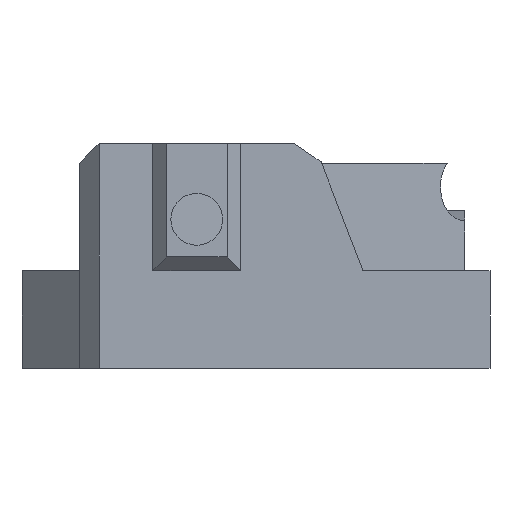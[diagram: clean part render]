
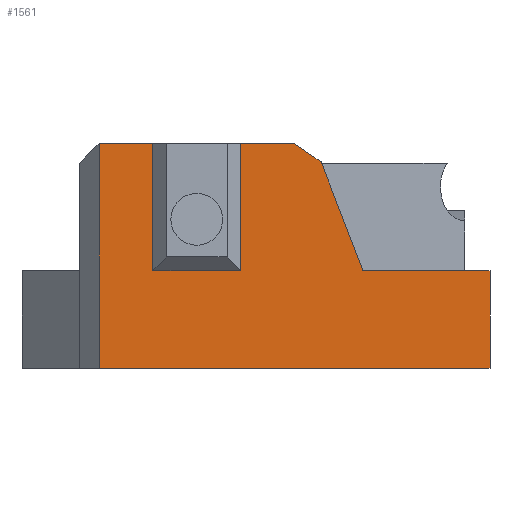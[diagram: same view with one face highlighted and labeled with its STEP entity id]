
A CAD part, left-side view. The second image highlights one B-rep face of the part: STEP entity #1561.
In plain terms, the highlighted planar face has unit normal (-1, 0, 0).
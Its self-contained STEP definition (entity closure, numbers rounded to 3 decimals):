
#36=FACE_OUTER_BOUND('',#120,.T.);
#120=EDGE_LOOP('',(#1030,#1031,#1032,#1033,#1034,#1035,#1036,#1037,#1038,
#1039,#1040));
#210=LINE('',#2168,#429);
#215=LINE('',#2178,#434);
#216=LINE('',#2180,#435);
#217=LINE('',#2182,#436);
#218=LINE('',#2184,#437);
#219=LINE('',#2186,#438);
#220=LINE('',#2188,#439);
#221=LINE('',#2190,#440);
#222=LINE('',#2192,#441);
#223=LINE('',#2194,#442);
#224=LINE('',#2195,#443);
#429=VECTOR('',#1759,10.);
#434=VECTOR('',#1768,10.);
#435=VECTOR('',#1769,10.);
#436=VECTOR('',#1770,10.);
#437=VECTOR('',#1771,10.);
#438=VECTOR('',#1772,10.);
#439=VECTOR('',#1773,10.);
#440=VECTOR('',#1774,10.);
#441=VECTOR('',#1775,10.);
#442=VECTOR('',#1776,10.);
#443=VECTOR('',#1777,10.);
#648=VERTEX_POINT('',#2165);
#649=VERTEX_POINT('',#2167);
#652=VERTEX_POINT('',#2177);
#653=VERTEX_POINT('',#2179);
#654=VERTEX_POINT('',#2181);
#655=VERTEX_POINT('',#2183);
#656=VERTEX_POINT('',#2185);
#657=VERTEX_POINT('',#2187);
#658=VERTEX_POINT('',#2189);
#659=VERTEX_POINT('',#2191);
#660=VERTEX_POINT('',#2193);
#796=EDGE_CURVE('',#648,#649,#210,.T.);
#801=EDGE_CURVE('',#648,#652,#215,.T.);
#802=EDGE_CURVE('',#652,#653,#216,.T.);
#803=EDGE_CURVE('',#654,#653,#217,.T.);
#804=EDGE_CURVE('',#655,#654,#218,.T.);
#805=EDGE_CURVE('',#656,#655,#219,.T.);
#806=EDGE_CURVE('',#657,#656,#220,.T.);
#807=EDGE_CURVE('',#658,#657,#221,.T.);
#808=EDGE_CURVE('',#659,#658,#222,.T.);
#809=EDGE_CURVE('',#659,#660,#223,.T.);
#810=EDGE_CURVE('',#649,#660,#224,.T.);
#1030=ORIENTED_EDGE('',*,*,#796,.F.);
#1031=ORIENTED_EDGE('',*,*,#801,.T.);
#1032=ORIENTED_EDGE('',*,*,#802,.T.);
#1033=ORIENTED_EDGE('',*,*,#803,.F.);
#1034=ORIENTED_EDGE('',*,*,#804,.F.);
#1035=ORIENTED_EDGE('',*,*,#805,.F.);
#1036=ORIENTED_EDGE('',*,*,#806,.F.);
#1037=ORIENTED_EDGE('',*,*,#807,.F.);
#1038=ORIENTED_EDGE('',*,*,#808,.F.);
#1039=ORIENTED_EDGE('',*,*,#809,.T.);
#1040=ORIENTED_EDGE('',*,*,#810,.F.);
#1480=PLANE('',#1662);
#1561=ADVANCED_FACE('',(#36),#1480,.T.);
#1662=AXIS2_PLACEMENT_3D('',#2176,#1766,#1767);
#1759=DIRECTION('',(0.,0.,1.));
#1766=DIRECTION('center_axis',(-1.,0.,0.));
#1767=DIRECTION('ref_axis',(0.,-1.,0.));
#1768=DIRECTION('',(0.,-1.,0.));
#1769=DIRECTION('',(0.,0.,1.));
#1770=DIRECTION('',(0.,-1.,0.));
#1771=DIRECTION('',(0.,-0.359,-0.933));
#1772=DIRECTION('',(0.,-0.824,-0.566));
#1773=DIRECTION('',(0.,-1.,0.));
#1774=DIRECTION('',(0.,0.,1.));
#1775=DIRECTION('',(0.,-1.,0.));
#1776=DIRECTION('',(0.,0.,1.));
#1777=DIRECTION('',(0.,-1.,0.));
#2165=CARTESIAN_POINT('',(0.,40.,0.));
#2167=CARTESIAN_POINT('',(0.,40.,23.));
#2168=CARTESIAN_POINT('',(0.,40.,0.));
#2176=CARTESIAN_POINT('Origin',(0.,42.,0.));
#2177=CARTESIAN_POINT('',(0.,0.,0.));
#2178=CARTESIAN_POINT('',(0.,42.,0.));
#2179=CARTESIAN_POINT('',(0.,0.,10.));
#2180=CARTESIAN_POINT('',(0.,0.,0.));
#2181=CARTESIAN_POINT('',(0.,13.,10.));
#2182=CARTESIAN_POINT('',(0.,42.,10.));
#2183=CARTESIAN_POINT('',(0.,17.282,21.133));
#2184=CARTESIAN_POINT('',(0.,14.443,13.753));
#2185=CARTESIAN_POINT('',(0.,20.,23.));
#2186=CARTESIAN_POINT('',(0.,21.428,23.981));
#2187=CARTESIAN_POINT('',(0.,25.5,23.));
#2188=CARTESIAN_POINT('',(0.,27.75,23.));
#2189=CARTESIAN_POINT('',(0.,25.5,10.));
#2190=CARTESIAN_POINT('',(0.,25.5,10.));
#2191=CARTESIAN_POINT('',(0.,34.5,10.));
#2192=CARTESIAN_POINT('',(0.,42.,10.));
#2193=CARTESIAN_POINT('',(0.,34.5,23.));
#2194=CARTESIAN_POINT('',(0.,34.5,10.));
#2195=CARTESIAN_POINT('',(0.,36.,23.));
